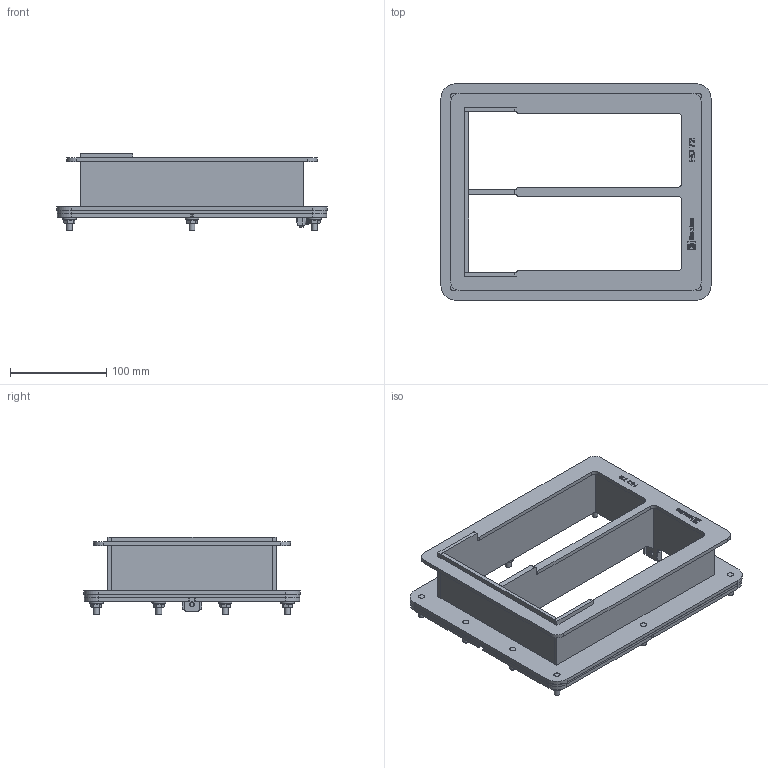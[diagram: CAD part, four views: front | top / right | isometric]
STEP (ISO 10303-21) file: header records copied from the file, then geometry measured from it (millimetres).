
FILE_DESCRIPTION(/* description */ ('FRAME ASSEMBLY'),/* implementation_level */ '2;1');
FILE_NAME(/* name */ 'HD72.stp',/* time_stamp */ '2025-02-25T15:38:57+01:00',/* author */ ('se-andrek'),/* organization */ (''),/* preprocessor_version */ 'ST-DEVELOPER v19.2',/* originating_system */ 'Autodesk Inventor 2023',/* authorisation */ '');
FILE_SCHEMA (('AUTOMOTIVE_DESIGN { 1 0 10303 214 3 1 1 }'));
Length unit declared in the file: millimetre
Products named in the file (15): 100-259818; 100-236658; 100-022558; ISO 7045 - M5 x 8 - 4.8 - H; DIN 127 - A 5; 100-022636 NUT; 100-235029; 100-279036; 100-236571; 100-236565; 100-236566; 100-236567; 100-236586; 100-265419; 100-279037
Assembly tree (36 placements, depth 3):
  100-259818
    100-236658  x4
    100-022558
    ISO 7045 - M5 x 8 - 4.8 - H
    DIN 127 - A 5
    100-022636 NUT  x10
    100-235029
    100-279036
      100-236571
      100-236565  x2
      100-265419  x10
      100-236566
      100-236567
      100-236586
      100-279037
Bounding box: 281 x 225 x 81 mm (x, y, z)
Volume: 538728.9 mm3; surface area: 315513.6 mm2
Topology: 35 solids, 35 shells, 693 faces, 1771 edges, 1170 vertices
Faces by surface type: plane 380, cylinder 132, cone 112, bspline 53, torus 15, sphere 1
Full cylindrical faces by diameter (mm): 4.134 x1, 4.567 x1, 4.917 x10, 5 x1, 5.5 x1, 6 x20, 6.4 x10, 7 x8
Entity records: 13818 total; most frequent: CARTESIAN_POINT 3263, ORIENTED_EDGE 2130, DIRECTION 1911, EDGE_CURVE 1065, LINE 717, VECTOR 717, VERTEX_POINT 709, AXIS2_PLACEMENT_3D 597
